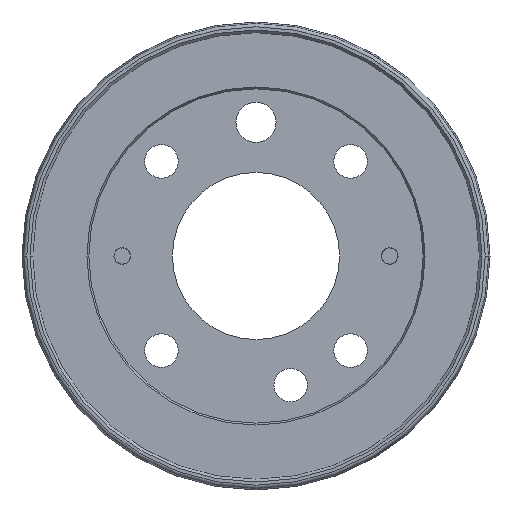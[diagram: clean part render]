
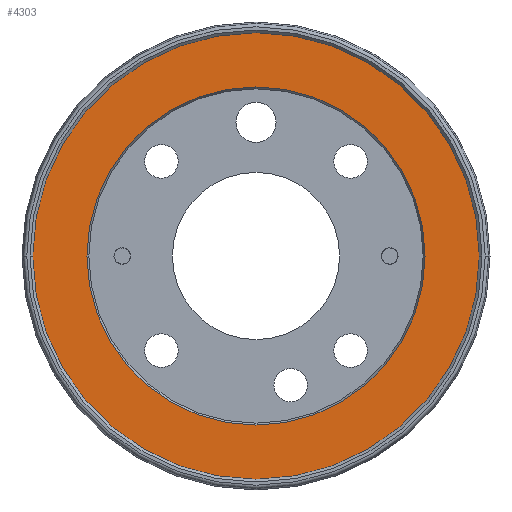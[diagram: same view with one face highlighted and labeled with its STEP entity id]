
A CAD part, left-side view. The second image highlights one B-rep face of the part: STEP entity #4303.
In plain terms, the highlighted planar face has unit normal (-1, 0, 0).
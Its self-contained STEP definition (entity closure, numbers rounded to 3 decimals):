
#72 = CARTESIAN_POINT ( 'NONE',  ( 561., 0., 1009. ) ) ;
#136 = ORIENTED_EDGE ( 'NONE', *, *, #678, .F. ) ;
#432 = VERTEX_POINT ( 'NONE', #3266 ) ;
#467 = PLANE ( 'NONE',  #6006 ) ;
#632 = EDGE_CURVE ( 'NONE', #3509, #432, #1330, .T. ) ;
#678 = EDGE_CURVE ( 'NONE', #3557, #5109, #2520, .T. ) ;
#772 = DIRECTION ( 'NONE',  ( 0., -1., 0. ) ) ;
#889 = EDGE_CURVE ( 'NONE', #432, #3509, #1917, .T. ) ;
#930 = FACE_OUTER_BOUND ( 'NONE', #1073, .T. ) ;
#1073 = EDGE_LOOP ( 'NONE', ( #3962, #5977 ) ) ;
#1330 = CIRCLE ( 'NONE', #2171, 33.4 ) ;
#1443 = DIRECTION ( 'NONE',  ( -1., 0., 0. ) ) ;
#1536 = AXIS2_PLACEMENT_3D ( 'NONE', #72, #1443, #5283 ) ;
#1596 = AXIS2_PLACEMENT_3D ( 'NONE', #4651, #5627, #5127 ) ;
#1737 = DIRECTION ( 'NONE',  ( -1., 0., 0. ) ) ;
#1912 = DIRECTION ( 'NONE',  ( 0., 1., 0. ) ) ;
#1917 = CIRCLE ( 'NONE', #1536, 33.4 ) ;
#2171 = AXIS2_PLACEMENT_3D ( 'NONE', #2512, #3483, #5878 ) ;
#2512 = CARTESIAN_POINT ( 'NONE',  ( 561., 0., 1009. ) ) ;
#2520 = CIRCLE ( 'NONE', #3133, 25.289 ) ;
#2722 = CARTESIAN_POINT ( 'NONE',  ( 561., 25.289, 1009. ) ) ;
#2891 = CARTESIAN_POINT ( 'NONE',  ( 561., -25.289, 1009. ) ) ;
#3133 = AXIS2_PLACEMENT_3D ( 'NONE', #5000, #1737, #772 ) ;
#3174 = EDGE_LOOP ( 'NONE', ( #3806, #136 ) ) ;
#3266 = CARTESIAN_POINT ( 'NONE',  ( 561., 33.4, 1009. ) ) ;
#3465 = FACE_BOUND ( 'NONE', #3174, .T. ) ;
#3483 = DIRECTION ( 'NONE',  ( -1., 0., 0. ) ) ;
#3509 = VERTEX_POINT ( 'NONE', #5954 ) ;
#3557 = VERTEX_POINT ( 'NONE', #2722 ) ;
#3806 = ORIENTED_EDGE ( 'NONE', *, *, #4482, .F. ) ;
#3844 = DIRECTION ( 'NONE',  ( 1., 0., 0. ) ) ;
#3962 = ORIENTED_EDGE ( 'NONE', *, *, #632, .T. ) ;
#4303 = ADVANCED_FACE ( 'NONE', ( #930, #3465 ), #467, .F. ) ;
#4482 = EDGE_CURVE ( 'NONE', #5109, #3557, #4660, .T. ) ;
#4651 = CARTESIAN_POINT ( 'NONE',  ( 561., 0., 1009. ) ) ;
#4660 = CIRCLE ( 'NONE', #1596, 25.289 ) ;
#4781 = CARTESIAN_POINT ( 'NONE',  ( 561., 25.289, 1009. ) ) ;
#5000 = CARTESIAN_POINT ( 'NONE',  ( 561., 0., 1009. ) ) ;
#5109 = VERTEX_POINT ( 'NONE', #2891 ) ;
#5127 = DIRECTION ( 'NONE',  ( 0., -1., 0. ) ) ;
#5283 = DIRECTION ( 'NONE',  ( 0., 1., 0. ) ) ;
#5627 = DIRECTION ( 'NONE',  ( -1., 0., 0. ) ) ;
#5878 = DIRECTION ( 'NONE',  ( 0., 1., 0. ) ) ;
#5954 = CARTESIAN_POINT ( 'NONE',  ( 561., -33.4, 1009. ) ) ;
#5977 = ORIENTED_EDGE ( 'NONE', *, *, #889, .T. ) ;
#6006 = AXIS2_PLACEMENT_3D ( 'NONE', #4781, #3844, #1912 ) ;
